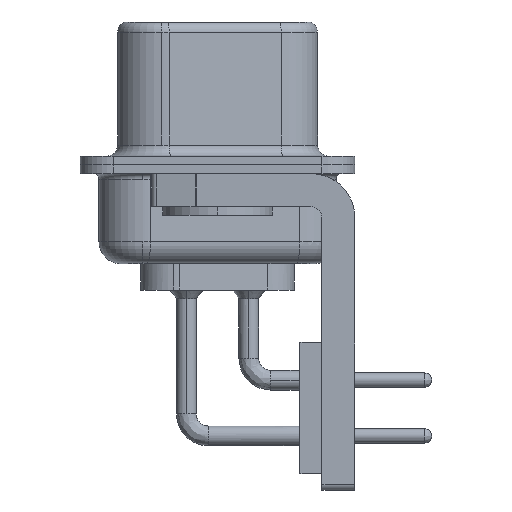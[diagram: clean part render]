
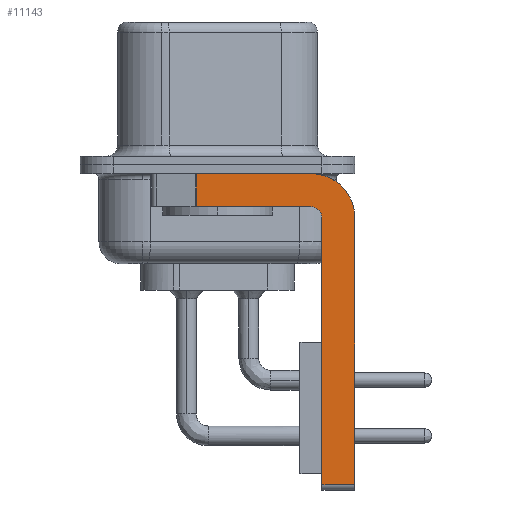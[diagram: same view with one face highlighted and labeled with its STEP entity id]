
A CAD part, left-side view. The second image highlights one B-rep face of the part: STEP entity #11143.
In plain terms, the highlighted planar face has unit normal (-1, 0, 0).
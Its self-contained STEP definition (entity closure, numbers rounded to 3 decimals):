
#164 = EDGE_CURVE ( 'NONE', #14352, #17430, #11394, .T. ) ;
#208 = CARTESIAN_POINT ( 'NONE',  ( -2.9, 0.978, -1.9 ) ) ;
#589 = ORIENTED_EDGE ( 'NONE', *, *, #14775, .F. ) ;
#670 = ORIENTED_EDGE ( 'NONE', *, *, #7780, .F. ) ;
#760 = EDGE_CURVE ( 'NONE', #17878, #14352, #8800, .T. ) ;
#769 = AXIS2_PLACEMENT_3D ( 'NONE', #7871, #7866, #7718 ) ;
#775 = CARTESIAN_POINT ( 'NONE',  ( -2.9, 0.978, -0.4 ) ) ;
#984 = EDGE_CURVE ( 'NONE', #16714, #4681, #8533, .T. ) ;
#1184 = DIRECTION ( 'NONE',  ( 0., 1., 0. ) ) ;
#1242 = DIRECTION ( 'NONE',  ( 0., -1., 0. ) ) ;
#1273 = CARTESIAN_POINT ( 'NONE',  ( -2.9, 3., -0.4 ) ) ;
#1429 = LINE ( 'NONE', #3227, #10312 ) ;
#1476 = EDGE_CURVE ( 'NONE', #17430, #18651, #16645, .T. ) ;
#2146 = DIRECTION ( 'NONE',  ( 1., 0., 0. ) ) ;
#2202 = DIRECTION ( 'NONE',  ( -1., 0., 0. ) ) ;
#2918 = EDGE_CURVE ( 'NONE', #17878, #17578, #1429, .T. ) ;
#2959 = DIRECTION ( 'NONE',  ( 0., 0., -1. ) ) ;
#3119 = CARTESIAN_POINT ( 'NONE',  ( -2.9, -4.25, -2.4 ) ) ;
#3216 = CARTESIAN_POINT ( 'NONE',  ( -2.9, -4.25, -0.4 ) ) ;
#3227 = CARTESIAN_POINT ( 'NONE',  ( -2.9, 0.978, -1.9 ) ) ;
#3341 = ORIENTED_EDGE ( 'NONE', *, *, #164, .F. ) ;
#3471 = EDGE_LOOP ( 'NONE', ( #15311, #4262, #589, #5639, #670, #13165, #18245, #3341 ) ) ;
#3552 = VECTOR ( 'NONE', #11307, 1000. ) ;
#4261 = LINE ( 'NONE', #17604, #7626 ) ;
#4262 = ORIENTED_EDGE ( 'NONE', *, *, #2918, .T. ) ;
#4681 = VERTEX_POINT ( 'NONE', #12786 ) ;
#4948 = LINE ( 'NONE', #12722, #16467 ) ;
#5422 = CARTESIAN_POINT ( 'NONE',  ( -2.9, -4.75, -14.55 ) ) ;
#5639 = ORIENTED_EDGE ( 'NONE', *, *, #984, .F. ) ;
#6058 = DIRECTION ( 'NONE',  ( 0., -1., 0. ) ) ;
#7626 = VECTOR ( 'NONE', #1184, 1000. ) ;
#7718 = DIRECTION ( 'NONE',  ( 0., 0., -1. ) ) ;
#7780 = EDGE_CURVE ( 'NONE', #18479, #16714, #4948, .T. ) ;
#7866 = DIRECTION ( 'NONE',  ( 1., 0., 0. ) ) ;
#7871 = CARTESIAN_POINT ( 'NONE',  ( -2.9, -4.25, -2.4 ) ) ;
#8533 = CIRCLE ( 'NONE', #17498, 0.5 ) ;
#8733 = PLANE ( 'NONE',  #19413 ) ;
#8800 = LINE ( 'NONE', #1273, #21217 ) ;
#9556 = CARTESIAN_POINT ( 'NONE',  ( -2.9, -4.75, -2.4 ) ) ;
#10312 = VECTOR ( 'NONE', #2959, 1000. ) ;
#11002 = CARTESIAN_POINT ( 'NONE',  ( -2.9, -4.25, -14.55 ) ) ;
#11143 = ADVANCED_FACE ( 'NONE', ( #19211 ), #8733, .F. ) ;
#11307 = DIRECTION ( 'NONE',  ( 0., 0., -1. ) ) ;
#11394 = CIRCLE ( 'NONE', #769, 2. ) ;
#12113 = CARTESIAN_POINT ( 'NONE',  ( -2.9, -4.25, -2.4 ) ) ;
#12722 = CARTESIAN_POINT ( 'NONE',  ( -2.9, -4.75, -14.8 ) ) ;
#12786 = CARTESIAN_POINT ( 'NONE',  ( -2.9, -4.25, -1.9 ) ) ;
#13045 = CARTESIAN_POINT ( 'NONE',  ( -2.9, -6.25, -2.4 ) ) ;
#13165 = ORIENTED_EDGE ( 'NONE', *, *, #18740, .T. ) ;
#13741 = DIRECTION ( 'NONE',  ( 0., 0., -1. ) ) ;
#14124 = CARTESIAN_POINT ( 'NONE',  ( -2.9, -6.25, -14.55 ) ) ;
#14352 = VERTEX_POINT ( 'NONE', #3216 ) ;
#14358 = LINE ( 'NONE', #11002, #17646 ) ;
#14775 = EDGE_CURVE ( 'NONE', #4681, #17578, #4261, .T. ) ;
#15311 = ORIENTED_EDGE ( 'NONE', *, *, #760, .F. ) ;
#15856 = DIRECTION ( 'NONE',  ( 0., 0., 1. ) ) ;
#16467 = VECTOR ( 'NONE', #15856, 1000. ) ;
#16645 = LINE ( 'NONE', #17746, #3552 ) ;
#16714 = VERTEX_POINT ( 'NONE', #9556 ) ;
#17430 = VERTEX_POINT ( 'NONE', #13045 ) ;
#17498 = AXIS2_PLACEMENT_3D ( 'NONE', #3119, #2202, #19366 ) ;
#17578 = VERTEX_POINT ( 'NONE', #208 ) ;
#17604 = CARTESIAN_POINT ( 'NONE',  ( -2.9, -4.25, -1.9 ) ) ;
#17646 = VECTOR ( 'NONE', #6058, 1000. ) ;
#17746 = CARTESIAN_POINT ( 'NONE',  ( -2.9, -6.25, -2.4 ) ) ;
#17878 = VERTEX_POINT ( 'NONE', #775 ) ;
#18245 = ORIENTED_EDGE ( 'NONE', *, *, #1476, .F. ) ;
#18479 = VERTEX_POINT ( 'NONE', #5422 ) ;
#18651 = VERTEX_POINT ( 'NONE', #14124 ) ;
#18740 = EDGE_CURVE ( 'NONE', #18479, #18651, #14358, .T. ) ;
#19211 = FACE_OUTER_BOUND ( 'NONE', #3471, .T. ) ;
#19366 = DIRECTION ( 'NONE',  ( 0., 0., 1. ) ) ;
#19413 = AXIS2_PLACEMENT_3D ( 'NONE', #12113, #2146, #13741 ) ;
#21217 = VECTOR ( 'NONE', #1242, 1000. ) ;
